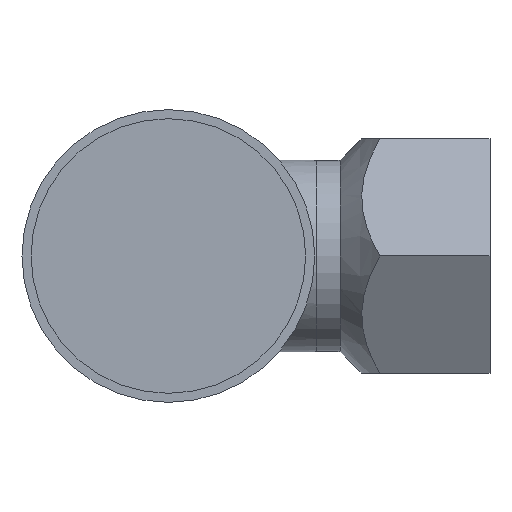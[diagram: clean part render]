
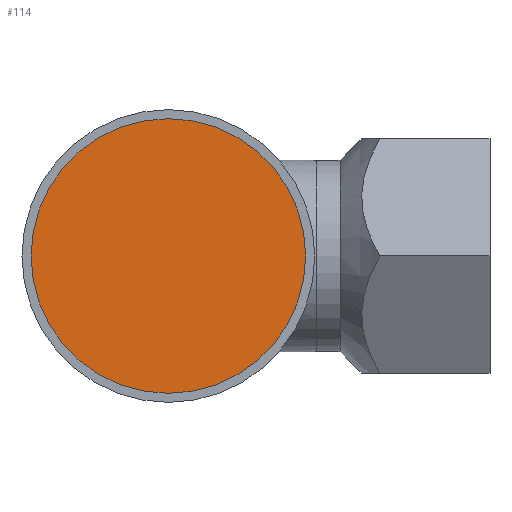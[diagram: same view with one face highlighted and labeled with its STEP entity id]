
A CAD part, front view. The second image highlights one B-rep face of the part: STEP entity #114.
In plain terms, the highlighted planar face has unit normal (0, -1, 0).
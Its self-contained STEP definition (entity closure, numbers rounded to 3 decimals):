
#114 = ADVANCED_FACE( '', ( #239 ), #240, .F. );
#239 = FACE_OUTER_BOUND( '', #357, .T. );
#240 = PLANE( '', #358 );
#357 = EDGE_LOOP( '', ( #548 ) );
#358 = AXIS2_PLACEMENT_3D( '', #549, #550, #551 );
#548 = ORIENTED_EDGE( '', *, *, #603, .F. );
#549 = CARTESIAN_POINT( '', ( 0., -59.2, 0. ) );
#550 = DIRECTION( '', ( 0., 1., 0. ) );
#551 = DIRECTION( '', ( 0., 0., 1. ) );
#603 = EDGE_CURVE( '', #693, #693, #694, .T. );
#693 = VERTEX_POINT( '', #1036 );
#694 = CIRCLE( '', #1037, 38. );
#1036 = CARTESIAN_POINT( '', ( 38., -59.2, 0. ) );
#1037 = AXIS2_PLACEMENT_3D( '', #1110, #1111, #1112 );
#1110 = CARTESIAN_POINT( '', ( 0., -59.2, 0. ) );
#1111 = DIRECTION( '', ( 0., 1., 0. ) );
#1112 = DIRECTION( '', ( 1., 0., 0. ) );
